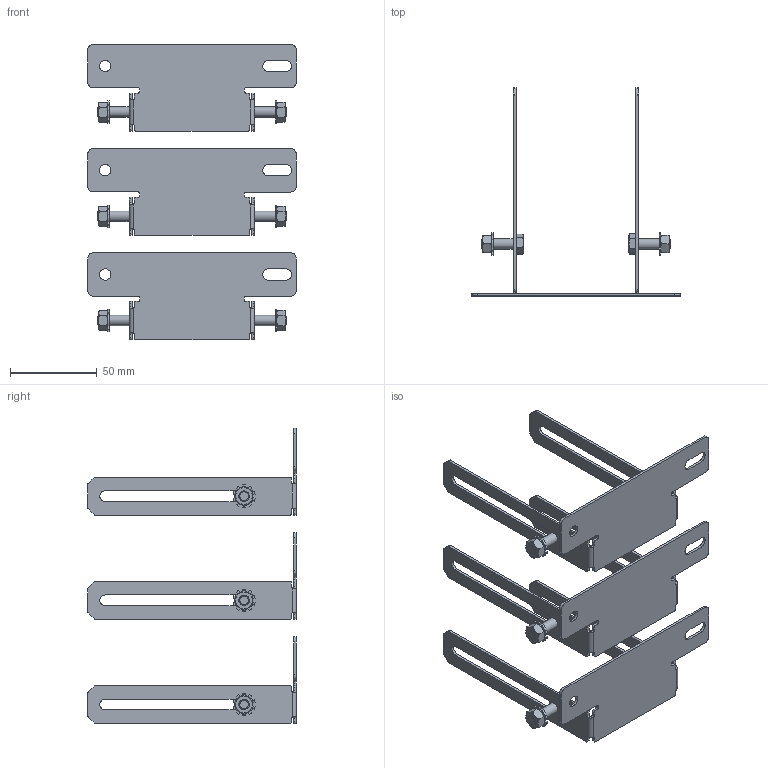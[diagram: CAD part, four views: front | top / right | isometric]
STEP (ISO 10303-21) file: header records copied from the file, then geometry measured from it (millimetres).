
FILE_DESCRIPTION(/* description */ (''),/* implementation_level */ '2;1');
FILE_NAME(/* name */ '66RSI.stp',/* time_stamp */ '2019-08-05T14:52:34+02:00',/* author */ ('Marc'),/* organization */ (''),/* preprocessor_version */ 'ST-DEVELOPER v17.2',/* originating_system */ 'Autodesk Inventor 2019',/* authorisation */ '');
FILE_SCHEMA (('AUTOMOTIVE_DESIGN { 1 0 10303 214 3 1 1 }'));
Length unit declared in the file: millimetre
Products named in the file (5): 66RSI; 22599; 06005; 04510; 09014
Assembly tree (21 placements, depth 2):
  66RSI
    22599  x3
    04510  x6
    06005  x6
    09014  x6
Bounding box: 120 x 120 x 170 mm (x, y, z)
Volume: 46954.7 mm3; surface area: 65588.3 mm2
Topology: 21 solids, 21 shells, 1416 faces, 3783 edges, 2520 vertices
Faces by surface type: plane 999, cylinder 393, torus 18, cone 6
Full cylindrical faces by diameter (mm): 4.917 x6, 6 x6, 6.2 x6, 6.5 x3, 8 x6
Entity records: 12588 total; most frequent: CARTESIAN_POINT 2551, ORIENTED_EDGE 2044, DIRECTION 1990, EDGE_CURVE 1022, LINE 804, VECTOR 804, VERTEX_POINT 681, AXIS2_PLACEMENT_3D 593
